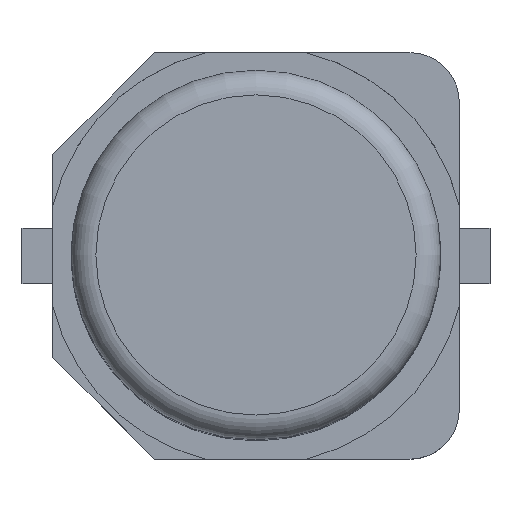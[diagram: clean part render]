
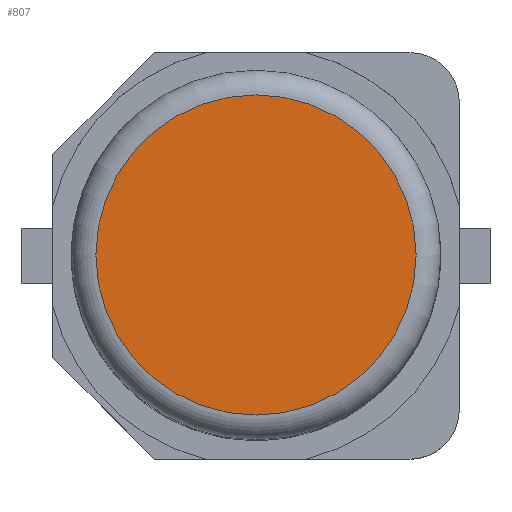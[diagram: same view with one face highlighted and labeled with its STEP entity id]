
A CAD part, top view. The second image highlights one B-rep face of the part: STEP entity #807.
In plain terms, the highlighted planar face has unit normal (0, 0, 1).
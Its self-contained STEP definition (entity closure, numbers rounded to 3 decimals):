
#34=DIRECTION('',(0.,0.,-1.));
#35=DIRECTION('',(-1.,0.,0.));
#200=DIRECTION('',(0.,0.,-1.));
#772=VERTEX_POINT('',#773);
#773=CARTESIAN_POINT('',(-1.3,0.,5.4));
#781=EDGE_CURVE('',#772,#772,#782,.T.);
#782=CIRCLE('',#783,1.3);
#783=AXIS2_PLACEMENT_3D('',#784,#34,#35);
#784=CARTESIAN_POINT('',(0.,0.,5.4));
#807=ADVANCED_FACE('',(#808),#811,.F.);
#808=FACE_BOUND('',#809,.F.);
#809=EDGE_LOOP('',(#810));
#810=ORIENTED_EDGE('',*,*,#781,.T.);
#811=PLANE('',#812);
#812=AXIS2_PLACEMENT_3D('',#784,#200,#35);
